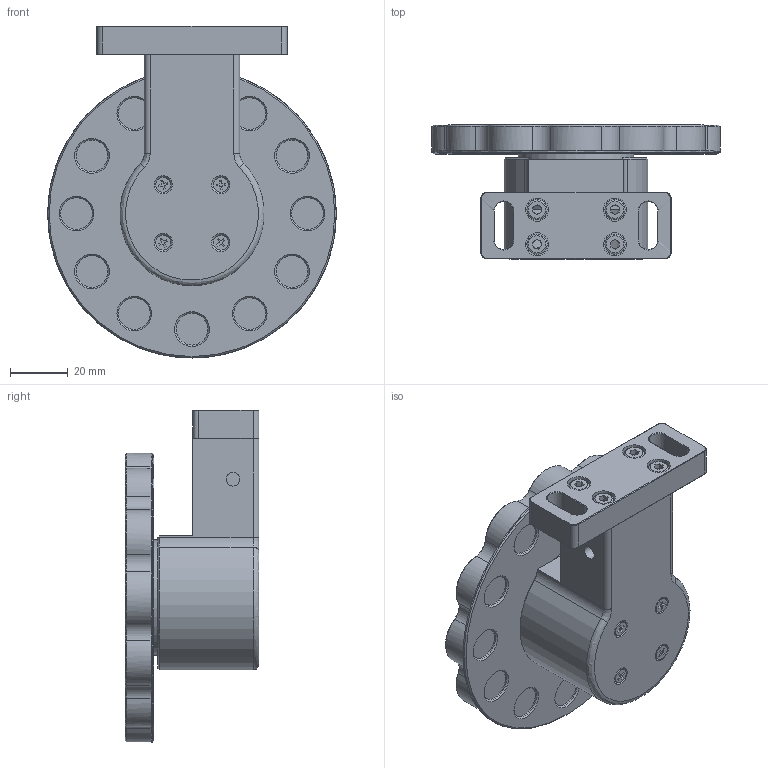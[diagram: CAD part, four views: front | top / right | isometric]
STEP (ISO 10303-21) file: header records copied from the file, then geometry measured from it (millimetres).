
FILE_DESCRIPTION (( 'STEP AP203' ), '1' );
FILE_NAME ('528359.STEP', '2024-04-10T01:52:28', ( 'Windows User' ), ( 'P R C' ), 'SwSTEP 2.0', 'SolidWorks 2020', '' );
FILE_SCHEMA (( 'CONFIG_CONTROL_DESIGN' ));
Length unit declared in the file: millimetre
Products named in the file (1): 528359
Bounding box: 100 x 46.4 x 115 mm (x, y, z)
Surface area: 44775.9 mm2 (no closed solid volume)
Topology: 0 solids, 57 shells, 809 faces, 2222 edges, 1464 vertices
Faces by surface type: plane 361, cone 220, cylinder 217, torus 8, bspline 3
Full cylindrical faces by diameter (mm): 3.5 x4, 4.7 x1, 5.2 x4, 5.5 x4, 6.5 x4, 7 x3, 8 x4, 11 x24, 14 x12, 40 x1, 100 x1
Entity records: 29711 total; most frequent: CARTESIAN_POINT 10116, DIRECTION 4186, ORIENTED_EDGE 3591, EDGE_CURVE 2026, AXIS2_PLACEMENT_3D 1568, VERTEX_POINT 1385, LINE 1050, VECTOR 1050
